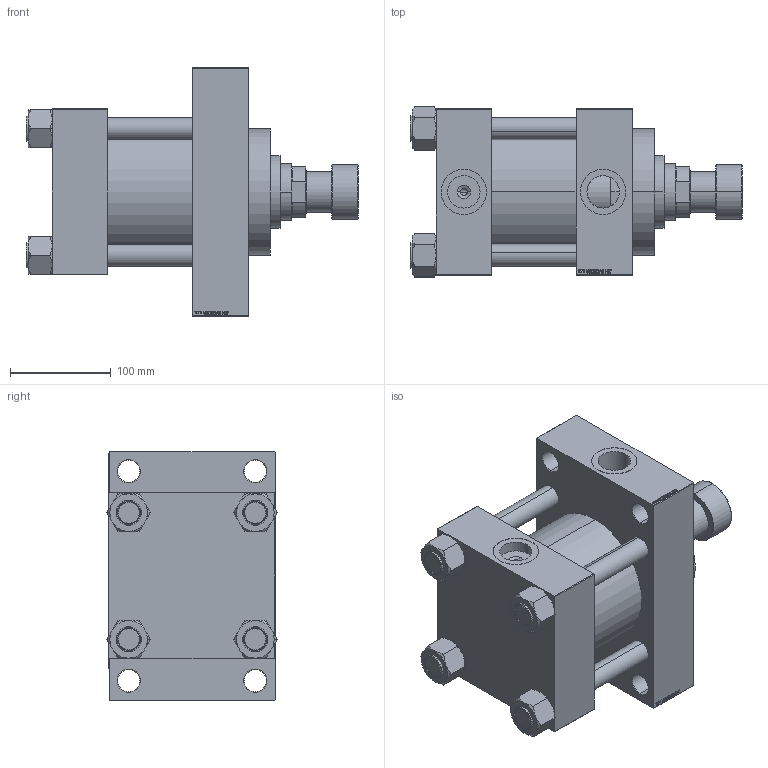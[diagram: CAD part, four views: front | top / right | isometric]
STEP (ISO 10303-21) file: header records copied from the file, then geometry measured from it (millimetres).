
FILE_DESCRIPTION (( 'STEP AP203' ), '1' );
FILE_NAME ('8ef5.STEP', '2025-07-17T15:49:45', ( '' ), ( '' ), 'SwSTEP 2.0', 'SolidWorks 2019', '' );
FILE_SCHEMA (( 'CONFIG_CONTROL_DESIGN' ));
Length unit declared in the file: millimetre
Products named in the file (7): V215CR_VCP_D 15d79e12f9e1a39a7451c8e17d767fba; NUT_M5_D 15d79e12f9e1a39a7451c8e17d767fba; V215CR_D_TYCINKA 15d79e12f9e1a39a7451c8e17d767fba; V215_VC_A 15d79e12f9e1a39a7451c8e17d767fba; V215CR_ROD_END_F 15d79e12f9e1a39a7451c8e17d767fba; 8ef5; V215CR_D_Body 15d79e12f9e1a39a7451c8e17d767fba
Assembly tree (12 placements, depth 2):
  8ef5
    V215CR_D_Body 15d79e12f9e1a39a7451c8e17d767fba
    V215CR_VCP_D 15d79e12f9e1a39a7451c8e17d767fba
    NUT_M5_D 15d79e12f9e1a39a7451c8e17d767fba  x4
    V215CR_D_TYCINKA 15d79e12f9e1a39a7451c8e17d767fba  x4
    V215_VC_A 15d79e12f9e1a39a7451c8e17d767fba
    V215CR_ROD_END_F 15d79e12f9e1a39a7451c8e17d767fba
Bounding box: 330 x 169.14 x 247 mm (x, y, z)
Volume: 5016734 mm3; surface area: 546598.3 mm2
Topology: 12 solids, 12 shells, 1162 faces, 2931 edges, 1905 vertices
Faces by surface type: plane 548, bspline 368, cone 144, cylinder 90, torus 12
Entity records: 48158 total; most frequent: CARTESIAN_POINT 25288, ORIENTED_EDGE 5126, DIRECTION 3327, EDGE_CURVE 2563, VERTEX_POINT 1683, LINE 1531, VECTOR 1531, EDGE_LOOP 1138
